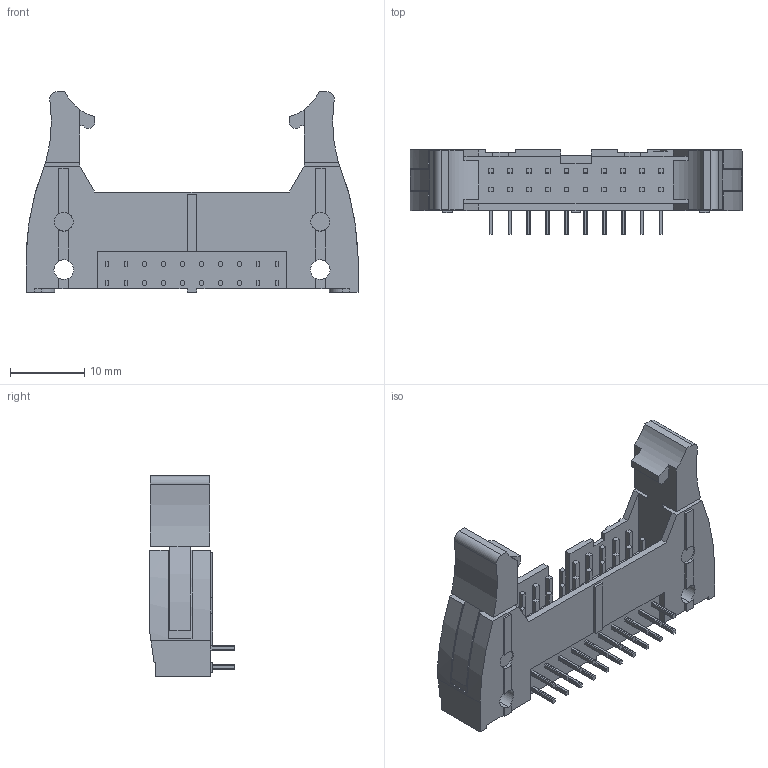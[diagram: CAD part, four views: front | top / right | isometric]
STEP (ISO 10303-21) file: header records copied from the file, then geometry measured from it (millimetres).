
FILE_DESCRIPTION (( 'STEP AP214' ), '1' );
FILE_NAME ('XG4A_2034.step', '2019-03-18T12:21:29', ( 'OSMC1.0 ' ), ( ' ' ), 'SwSTEP 2.0', 'SolidWorks 2002025', '' );
FILE_SCHEMA (( 'AUTOMOTIVE_DESIGN' ));
Length unit declared in the file: millimetre
Products named in the file (1): XG4A_2034
Bounding box: 44.7 x 11.4 x 27 mm (x, y, z)
Volume: 4029.2 mm3; surface area: 3994.6 mm2
Topology: 1 solids, 1 shells, 464 faces, 1246 edges, 826 vertices
Faces by surface type: plane 433, cylinder 31
Entity records: 17423 total; most frequent: CARTESIAN_POINT 2543, ORIENTED_EDGE 2492, DIRECTION 2264, EDGE_CURVE 1246, LINE 1154, VECTOR 1154, VERTEX_POINT 826, AXIS2_PLACEMENT_3D 555
